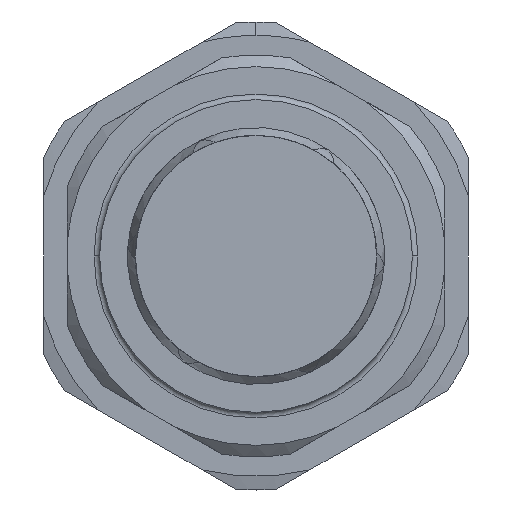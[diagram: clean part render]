
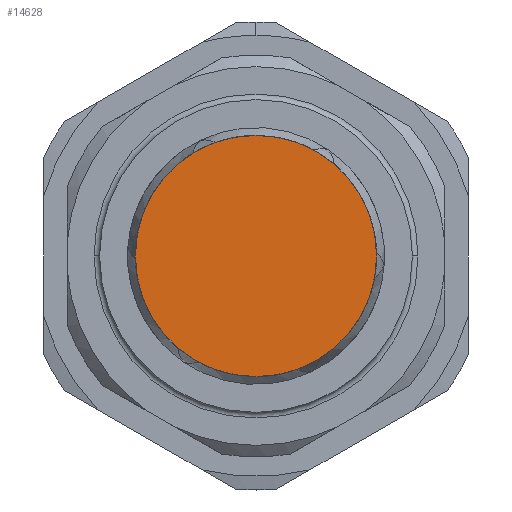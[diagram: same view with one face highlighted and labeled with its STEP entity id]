
A CAD part, front view. The second image highlights one B-rep face of the part: STEP entity #14628.
In plain terms, the highlighted face is planar.
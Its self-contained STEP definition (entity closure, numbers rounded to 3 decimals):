
#639 = VERTEX_POINT ( 'NONE', #14081 ) ;
#1094 = DIRECTION ( 'NONE',  ( 0., 0., 1. ) ) ;
#1719 = AXIS2_PLACEMENT_3D ( 'NONE', #5868, #1094, #15566 ) ;
#2482 = CARTESIAN_POINT ( 'NONE',  ( 0., 5.4, -75.3 ) ) ;
#4811 = FACE_OUTER_BOUND ( 'NONE', #10198, .T. ) ;
#5808 = CARTESIAN_POINT ( 'NONE',  ( 0., 0., -75.3 ) ) ;
#5860 = CIRCLE ( 'NONE', #17199, 5.4 ) ;
#5868 = CARTESIAN_POINT ( 'NONE',  ( 0., 0., -75.3 ) ) ;
#7121 = CARTESIAN_POINT ( 'NONE',  ( 0., 0., -75.3 ) ) ;
#10198 = EDGE_LOOP ( 'NONE', ( #19967, #14007 ) ) ;
#11716 = VERTEX_POINT ( 'NONE', #2482 ) ;
#12632 = AXIS2_PLACEMENT_3D ( 'NONE', #5808, #19775, #18687 ) ;
#13701 = EDGE_CURVE ( 'NONE', #11716, #639, #17697, .T. ) ;
#13916 = EDGE_CURVE ( 'NONE', #639, #11716, #5860, .T. ) ;
#14007 = ORIENTED_EDGE ( 'NONE', *, *, #13701, .F. ) ;
#14081 = CARTESIAN_POINT ( 'NONE',  ( 0., -5.4, -75.3 ) ) ;
#14628 = ADVANCED_FACE ( 'NONE', ( #4811 ), #15505, .F. ) ;
#15267 = DIRECTION ( 'NONE',  ( 0., 0., 1. ) ) ;
#15505 = PLANE ( 'NONE',  #1719 ) ;
#15566 = DIRECTION ( 'NONE',  ( 0., 1., 0. ) ) ;
#16869 = DIRECTION ( 'NONE',  ( 0., -1., 0. ) ) ;
#17199 = AXIS2_PLACEMENT_3D ( 'NONE', #7121, #15267, #16869 ) ;
#17697 = CIRCLE ( 'NONE', #12632, 5.4 ) ;
#18687 = DIRECTION ( 'NONE',  ( 0., -1., 0. ) ) ;
#19775 = DIRECTION ( 'NONE',  ( 0., 0., 1. ) ) ;
#19967 = ORIENTED_EDGE ( 'NONE', *, *, #13916, .F. ) ;
